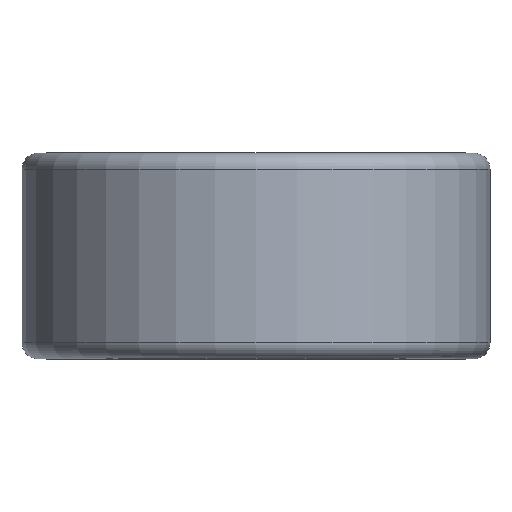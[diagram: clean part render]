
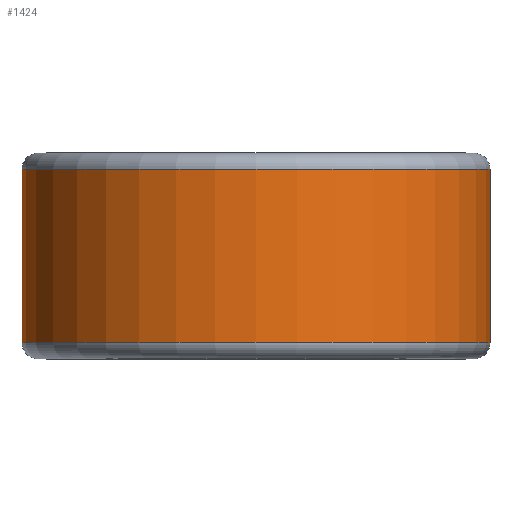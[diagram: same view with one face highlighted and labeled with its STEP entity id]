
A CAD part, top view. The second image highlights one B-rep face of the part: STEP entity #1424.
In plain terms, the highlighted cylindrical face has radius 14.325 mm (diameter 28.65 mm), a full revolution.
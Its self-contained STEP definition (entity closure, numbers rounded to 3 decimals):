
#201=LINE('',#2423,#324);
#324=VECTOR('',#1986,14.325);
#342=CYLINDRICAL_SURFACE('',#1574,14.325);
#408=FACE_OUTER_BOUND('',#478,.T.);
#478=EDGE_LOOP('',(#1213,#1214,#1215,#1216,#1217,#1218));
#566=CIRCLE('',#1572,14.325);
#567=CIRCLE('',#1573,14.325);
#568=CIRCLE('',#1575,14.325);
#569=CIRCLE('',#1576,14.325);
#713=VERTEX_POINT('',#2416);
#714=VERTEX_POINT('',#2418);
#715=VERTEX_POINT('',#2422);
#716=VERTEX_POINT('',#2424);
#906=EDGE_CURVE('',#713,#714,#566,.T.);
#907=EDGE_CURVE('',#714,#713,#567,.T.);
#908=EDGE_CURVE('',#714,#715,#201,.T.);
#909=EDGE_CURVE('',#716,#715,#568,.T.);
#910=EDGE_CURVE('',#715,#716,#569,.T.);
#1213=ORIENTED_EDGE('',*,*,#907,.F.);
#1214=ORIENTED_EDGE('',*,*,#908,.T.);
#1215=ORIENTED_EDGE('',*,*,#909,.F.);
#1216=ORIENTED_EDGE('',*,*,#910,.F.);
#1217=ORIENTED_EDGE('',*,*,#908,.F.);
#1218=ORIENTED_EDGE('',*,*,#906,.F.);
#1424=ADVANCED_FACE('',(#408),#342,.T.);
#1572=AXIS2_PLACEMENT_3D('',#2419,#1980,#1981);
#1573=AXIS2_PLACEMENT_3D('',#2420,#1982,#1983);
#1574=AXIS2_PLACEMENT_3D('',#2421,#1984,#1985);
#1575=AXIS2_PLACEMENT_3D('',#2425,#1987,#1988);
#1576=AXIS2_PLACEMENT_3D('',#2426,#1989,#1990);
#1980=DIRECTION('center_axis',(0.,1.,0.));
#1981=DIRECTION('ref_axis',(1.,0.,0.));
#1982=DIRECTION('center_axis',(0.,1.,0.));
#1983=DIRECTION('ref_axis',(1.,0.,0.));
#1984=DIRECTION('center_axis',(0.,1.,0.));
#1985=DIRECTION('ref_axis',(1.,0.,0.));
#1986=DIRECTION('',(0.,-1.,0.));
#1987=DIRECTION('center_axis',(0.,-1.,0.));
#1988=DIRECTION('ref_axis',(1.,0.,0.));
#1989=DIRECTION('center_axis',(0.,-1.,0.));
#1990=DIRECTION('ref_axis',(1.,0.,0.));
#2416=CARTESIAN_POINT('',(0.,11.6,-14.325));
#2418=CARTESIAN_POINT('',(-14.325,11.6,0.));
#2419=CARTESIAN_POINT('Origin',(0.,11.6,0.));
#2420=CARTESIAN_POINT('Origin',(0.,11.6,0.));
#2421=CARTESIAN_POINT('Origin',(0.,0.,0.));
#2422=CARTESIAN_POINT('',(-14.325,1.,0.));
#2423=CARTESIAN_POINT('',(-14.325,0.,0.));
#2424=CARTESIAN_POINT('',(0.,1.,-14.325));
#2425=CARTESIAN_POINT('Origin',(0.,1.,0.));
#2426=CARTESIAN_POINT('Origin',(0.,1.,0.));
